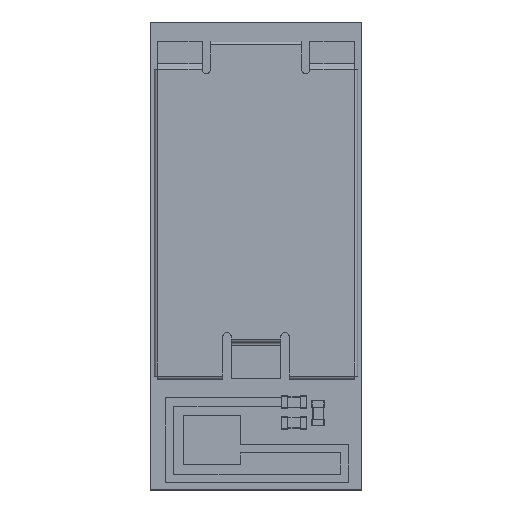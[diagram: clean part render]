
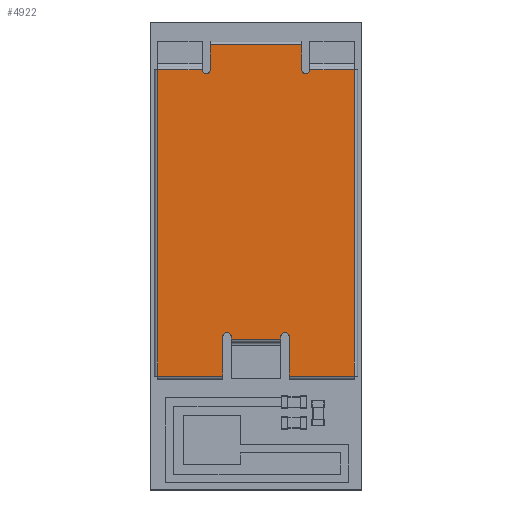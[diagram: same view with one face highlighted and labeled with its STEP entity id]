
A CAD part, top view. The second image highlights one B-rep face of the part: STEP entity #4922.
In plain terms, the highlighted planar face has unit normal (0, 0, 1).
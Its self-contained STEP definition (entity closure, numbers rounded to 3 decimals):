
#13=DIRECTION('',(0.,0.,1.));
#33=VECTOR('',#34,1.);
#34=DIRECTION('',(1.,0.,0.));
#45=DIRECTION('',(0.,1.,0.));
#59=VECTOR('',#45,1.);
#66=DIRECTION('',(-1.,0.,0.));
#76=VECTOR('',#77,1.);
#77=DIRECTION('',(0.,-1.,0.));
#96=VECTOR('',#66,1.);
#4437=VERTEX_POINT('',#4438);
#4438=CARTESIAN_POINT('',(-2.375,4.5,1.3));
#4451=VERTEX_POINT('',#4452);
#4452=CARTESIAN_POINT('',(-1.3,4.5,1.3));
#4563=VERTEX_POINT('',#4564);
#4564=CARTESIAN_POINT('',(1.3,4.5,1.3));
#4577=VERTEX_POINT('',#4578);
#4578=CARTESIAN_POINT('',(2.375,4.5,1.3));
#4591=EDGE_CURVE('',#4451,#4437,#4592,.T.);
#4592=LINE('',#4452,#96);
#4620=EDGE_CURVE('',#4451,#4621,#4623,.T.);
#4621=VERTEX_POINT('',#4622);
#4622=CARTESIAN_POINT('',(-1.1,4.5,1.3));
#4623=CIRCLE('',#4624,0.1);
#4624=AXIS2_PLACEMENT_3D('',#4625,#13,#34);
#4625=CARTESIAN_POINT('',(-1.2,4.5,1.3));
#4674=VERTEX_POINT('',#4675);
#4675=CARTESIAN_POINT('',(-0.8,-2.9,1.3));
#4677=ORIENTED_EDGE('',*,*,#4678,.T.);
#4678=EDGE_CURVE('',#4674,#4679,#4681,.T.);
#4679=VERTEX_POINT('',#4680);
#4680=CARTESIAN_POINT('',(-0.8,-1.95,1.3));
#4681=LINE('',#4675,#59);
#4693=VERTEX_POINT('',#4694);
#4694=CARTESIAN_POINT('',(-0.6,-1.95,1.3));
#4697=EDGE_CURVE('',#4693,#4679,#4698,.T.);
#4698=CIRCLE('',#4699,0.1);
#4699=AXIS2_PLACEMENT_3D('',#4700,#13,#34);
#4700=CARTESIAN_POINT('',(-0.7,-1.95,1.3));
#4706=ORIENTED_EDGE('',*,*,#4707,.T.);
#4707=EDGE_CURVE('',#4693,#4708,#4710,.T.);
#4708=VERTEX_POINT('',#4709);
#4709=CARTESIAN_POINT('',(-0.6,-2.01,1.3));
#4710=LINE('',#4694,#76);
#4744=VERTEX_POINT('',#4745);
#4745=CARTESIAN_POINT('',(0.6,-2.01,1.3));
#4747=ORIENTED_EDGE('',*,*,#4748,.T.);
#4748=EDGE_CURVE('',#4744,#4749,#4751,.T.);
#4749=VERTEX_POINT('',#4750);
#4750=CARTESIAN_POINT('',(0.6,-1.95,1.3));
#4751=LINE('',#4745,#59);
#4763=VERTEX_POINT('',#4764);
#4764=CARTESIAN_POINT('',(0.8,-1.95,1.3));
#4767=EDGE_CURVE('',#4763,#4749,#4768,.T.);
#4768=CIRCLE('',#4769,0.1);
#4769=AXIS2_PLACEMENT_3D('',#4770,#13,#34);
#4770=CARTESIAN_POINT('',(0.7,-1.95,1.3));
#4776=ORIENTED_EDGE('',*,*,#4777,.T.);
#4777=EDGE_CURVE('',#4763,#4778,#4780,.T.);
#4778=VERTEX_POINT('',#4779);
#4779=CARTESIAN_POINT('',(0.8,-2.9,1.3));
#4780=LINE('',#4764,#76);
#4835=VERTEX_POINT('',#4836);
#4836=CARTESIAN_POINT('',(1.1,4.5,1.3));
#4839=EDGE_CURVE('',#4835,#4563,#4840,.T.);
#4840=CIRCLE('',#4841,0.1);
#4841=AXIS2_PLACEMENT_3D('',#4842,#13,#34);
#4842=CARTESIAN_POINT('',(1.2,4.5,1.3));
#4849=ORIENTED_EDGE('',*,*,#4850,.T.);
#4850=EDGE_CURVE('',#4835,#4851,#4853,.T.);
#4851=VERTEX_POINT('',#4852);
#4852=CARTESIAN_POINT('',(1.1,5.1,1.3));
#4853=LINE('',#4836,#59);
#4887=VERTEX_POINT('',#4888);
#4888=CARTESIAN_POINT('',(-1.1,5.1,1.3));
#4890=ORIENTED_EDGE('',*,*,#4891,.T.);
#4891=EDGE_CURVE('',#4887,#4621,#4892,.T.);
#4892=LINE('',#4888,#76);
#4903=EDGE_CURVE('',#4577,#4563,#4904,.T.);
#4904=LINE('',#4578,#96);
#4922=ADVANCED_FACE('',(#4923),#4953,.T.);
#4923=FACE_BOUND('',#4924,.T.);
#4924=EDGE_LOOP('',(#4925,#4926,#4931,#4677,#4934,#4706,#4935,#4747,    #4938,#4776,#4939,#4944,#4947,#4948,#4849,#4949,#4890,#4952));
#4925=ORIENTED_EDGE('',*,*,#4591,.T.);
#4926=ORIENTED_EDGE('',*,*,#4927,.T.);
#4927=EDGE_CURVE('',#4437,#4928,#4930,.T.);
#4928=VERTEX_POINT('',#4929);
#4929=CARTESIAN_POINT('',(-2.375,-2.9,1.3));
#4930=LINE('',#4438,#76);
#4931=ORIENTED_EDGE('',*,*,#4932,.T.);
#4932=EDGE_CURVE('',#4928,#4674,#4933,.T.);
#4933=LINE('',#4929,#33);
#4934=ORIENTED_EDGE('',*,*,#4697,.F.);
#4935=ORIENTED_EDGE('',*,*,#4936,.T.);
#4936=EDGE_CURVE('',#4708,#4744,#4937,.T.);
#4937=LINE('',#4709,#33);
#4938=ORIENTED_EDGE('',*,*,#4767,.F.);
#4939=ORIENTED_EDGE('',*,*,#4940,.T.);
#4940=EDGE_CURVE('',#4778,#4941,#4943,.T.);
#4941=VERTEX_POINT('',#4942);
#4942=CARTESIAN_POINT('',(2.375,-2.9,1.3));
#4943=LINE('',#4779,#33);
#4944=ORIENTED_EDGE('',*,*,#4945,.T.);
#4945=EDGE_CURVE('',#4941,#4577,#4946,.T.);
#4946=LINE('',#4942,#59);
#4947=ORIENTED_EDGE('',*,*,#4903,.T.);
#4948=ORIENTED_EDGE('',*,*,#4839,.F.);
#4949=ORIENTED_EDGE('',*,*,#4950,.T.);
#4950=EDGE_CURVE('',#4851,#4887,#4951,.T.);
#4951=LINE('',#4852,#96);
#4952=ORIENTED_EDGE('',*,*,#4620,.F.);
#4953=PLANE('',#4954);
#4954=AXIS2_PLACEMENT_3D('',#4955,#13,#34);
#4955=CARTESIAN_POINT('',(0.,0.846,1.3));
